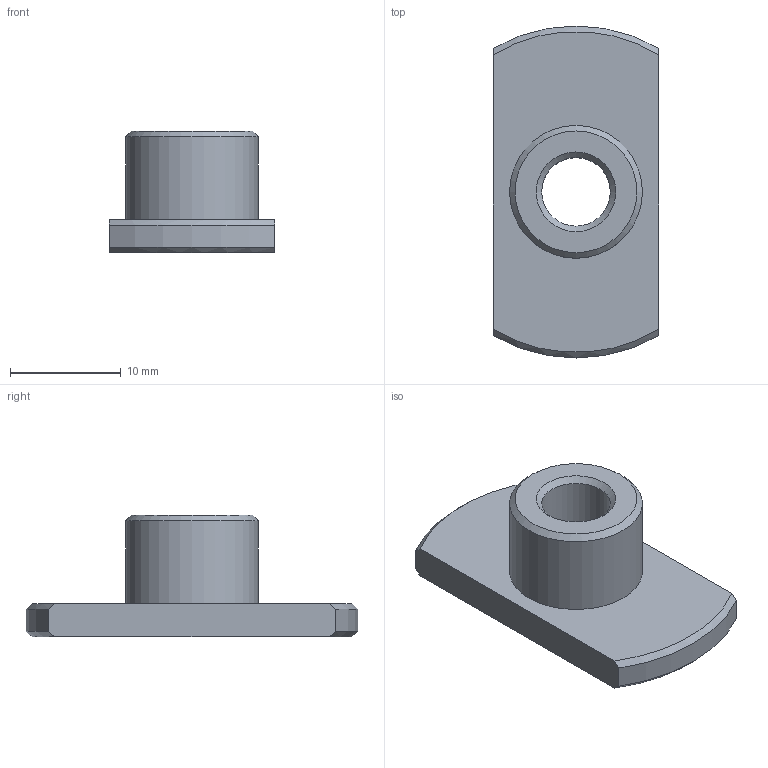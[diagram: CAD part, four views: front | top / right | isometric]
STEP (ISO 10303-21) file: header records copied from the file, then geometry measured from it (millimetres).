
FILE_DESCRIPTION (( 'STEP AP214' ), '1' );
FILE_NAME ('D2300193-v1.STEP', '2023-11-07T15:29:20', ( '' ), ( '' ), 'SwSTEP 2.0', 'SolidWorks 2023', '' );
FILE_SCHEMA (( 'AUTOMOTIVE_DESIGN' ));
Length unit declared in the file: millimetre
Products named in the file (1): D2300193-v1
Bounding box: 15 x 30 x 11 mm (x, y, z)
Volume: 1846.5 mm3; surface area: 1524.9 mm2
Topology: 1 solids, 1 shells, 16 faces, 37 edges, 24 vertices
Faces by surface type: cone 7, plane 5, cylinder 4
Full cylindrical faces by diameter (mm): 6.2 x1, 12 x1
Entity records: 461 total; most frequent: CARTESIAN_POINT 95, DIRECTION 72, ORIENTED_EDGE 62, AXIS2_PLACEMENT_3D 32, EDGE_CURVE 31, EDGE_LOOP 24, VERTEX_POINT 23, FACE_OUTER_BOUND 18
